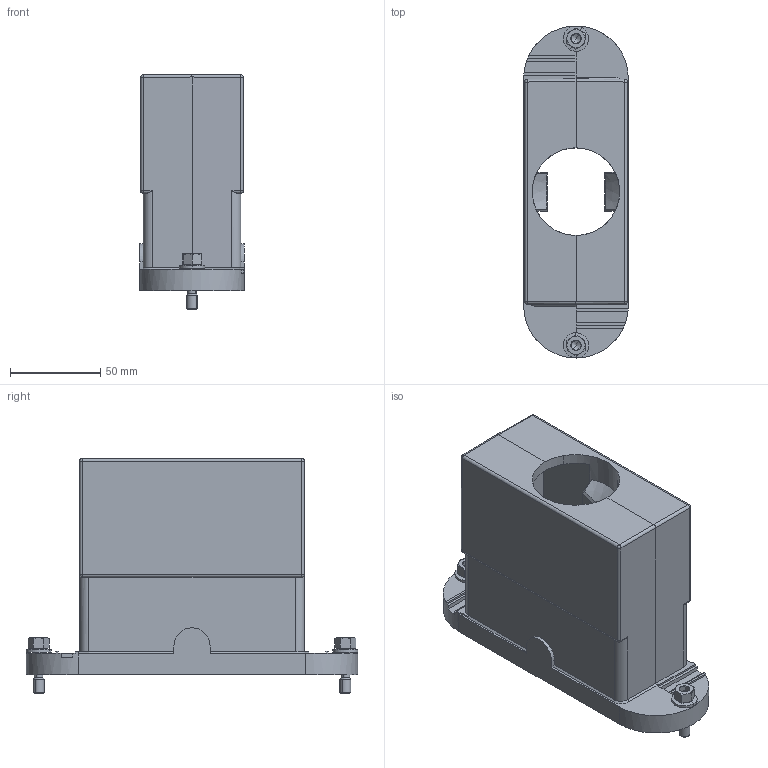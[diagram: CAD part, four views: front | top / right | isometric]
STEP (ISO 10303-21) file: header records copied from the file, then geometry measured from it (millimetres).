
FILE_DESCRIPTION(('CATIA V5 STEP Exchange','CAx-IF Rec.Pracs.--- Model Styling and Organization---1.5--- 2016-08-15','CAx-IF Rec.Pracs.---Supplemental Geometry---1.0---2011-11-01','CAx-IF Rec.Pracs.--- Composite Materials ---1.1---2010-07-15'),'2;1');
FILE_NAME ('022983-3_2', '2025-08-25T05:52:08+00:00', ('none'), ('Weidmueller'), 'CATIA Version 5-6 Release 2024 SP4', 'CATIA V5 STEP AP214 v3', 'none');
FILE_SCHEMA(('AUTOMOTIVE_DESIGN { 1 0 10303 214 1 1 1 1 }'));
Length unit declared in the file: millimetre
Products named in the file (1): 1827160000
Bounding box: 58 x 184 x 130.5 mm (x, y, z)
Volume: 275680.6 mm3; surface area: 105001.8 mm2
Topology: 5 solids, 5 shells, 352 faces, 912 edges, 556 vertices
Faces by surface type: plane 160, cone 90, cylinder 64, sphere 24, bspline 10, torus 4
Entity records: 10744 total; most frequent: CARTESIAN_POINT 3442, ORIENTED_EDGE 1784, DIRECTION 1020, EDGE_CURVE 892, VERTEX_POINT 556, VECTOR 429, LINE 429, AXIS2_PLACEMENT_3D 375
